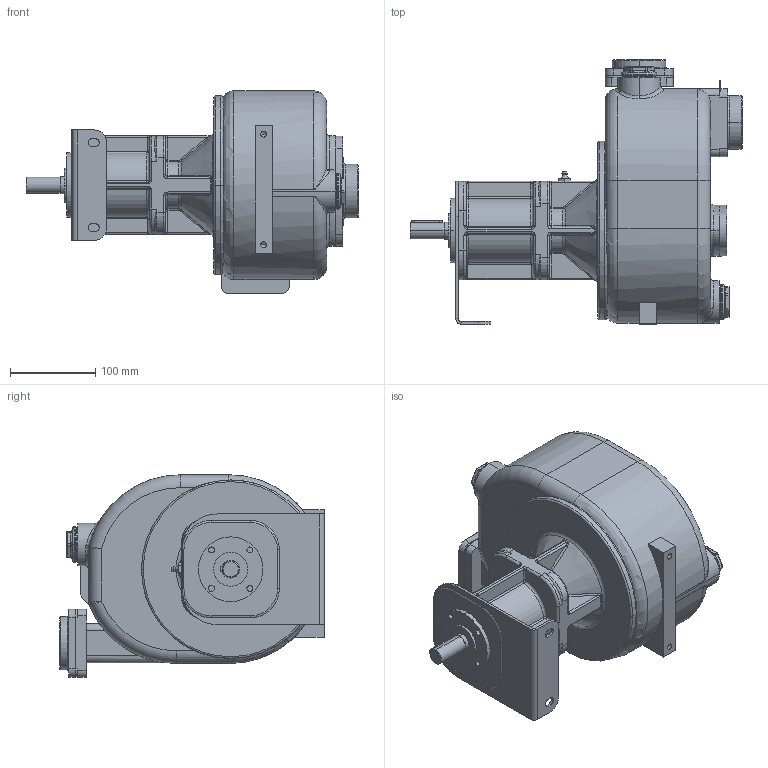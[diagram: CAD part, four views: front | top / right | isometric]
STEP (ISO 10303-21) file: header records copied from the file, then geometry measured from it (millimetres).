
FILE_DESCRIPTION((''),'2;1');
FILE_NAME('S_45_B','2020-05-12T14:57:20',('Nicola'),(''),'CREO PARAMETRIC BY PTC INC, 2019471','CREO PARAMETRIC BY PTC INC, 2019471','');
FILE_SCHEMA(('CONFIG_CONTROL_DESIGN'));
Length unit declared in the file: millimetre
Products named in the file (1): S_45_B
Bounding box: 390.5 x 311 x 238 mm (x, y, z)
Volume: 8440480.7 mm3; surface area: 392823.5 mm2
Topology: 1 solids, 1 shells, 748 faces, 1732 edges, 1031 vertices
Faces by surface type: cylinder 293, plane 178, bspline 122, torus 117, cone 30, sphere 6, extrusion 2
Entity records: 32253 total; most frequent: CARTESIAN_POINT 15692, DIRECTION 3520, ORIENTED_EDGE 3456, EDGE_CURVE 1728, AXIS2_PLACEMENT_3D 1462, VERTEX_POINT 1031, CIRCLE 836, EDGE_LOOP 809
